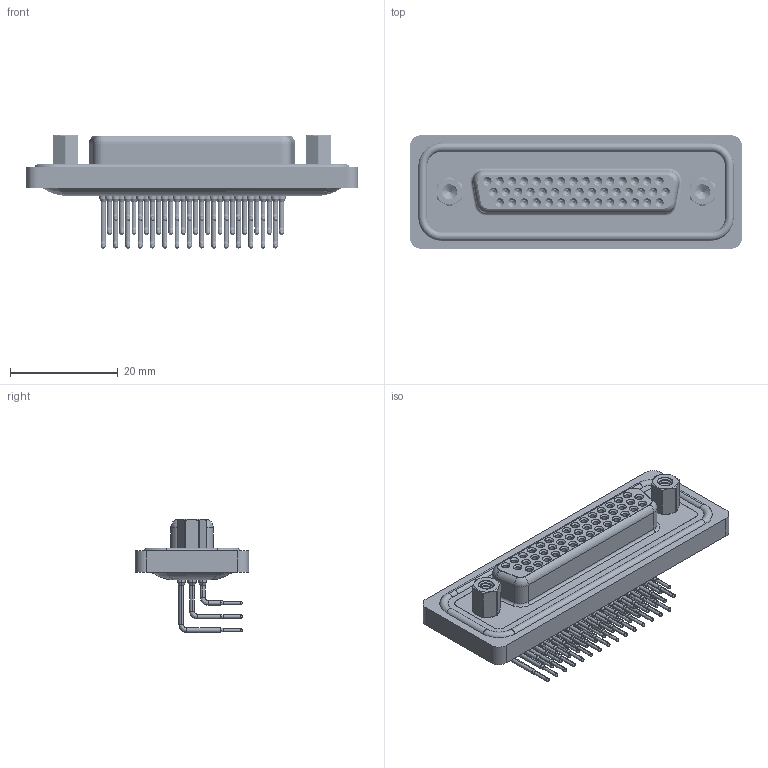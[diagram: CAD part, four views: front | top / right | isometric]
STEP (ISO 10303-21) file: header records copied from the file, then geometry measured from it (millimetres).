
FILE_DESCRIPTION (( 'STEP AP203' ), '1' );
FILE_NAME ('634-W44-362-012.STEP', '2018-11-28T13:58:22', ( '' ), ( '' ), 'SwSTEP 2.0', 'SolidWorks 2016', '' );
FILE_SCHEMA (( 'CONFIG_CONTROL_DESIGN' ));
Length unit declared in the file: millimetre
Products named in the file (9): 634W 4-40 Hex Standoff; 634-W44-362-012; 634W Housing_44 Contacts; 634W Shell_44 Contacts; 634W Contact Row 1; 634W Contact Row 2; 634W Contact Row 3; 634W 4-40 Threaded Rivet; 634W Waterproof Housing_44 Contacts
Assembly tree (51 placements, depth 2):
  634-W44-362-012
    634W Housing_44 Contacts
    634W Shell_44 Contacts
    634W Contact Row 1  x15
    634W Contact Row 2  x15
    634W Contact Row 3  x14
    634W 4-40 Threaded Rivet  x2
    634W Waterproof Housing_44 Contacts
    634W 4-40 Hex Standoff  x2
Bounding box: 61.74 x 21.1 x 21.07 mm (x, y, z)
Volume: 7465.7 mm3; surface area: 16704.4 mm2
Topology: 52 solids, 52 shells, 2841 faces, 7282 edges, 4600 vertices
Faces by surface type: cylinder 1316, plane 761, cone 516, bspline 198, torus 50
Entity records: 39492 total; most frequent: CARTESIAN_POINT 10464, DIRECTION 6132, ORIENTED_EDGE 5244, EDGE_CURVE 2622, AXIS2_PLACEMENT_3D 2573, VERTEX_POINT 1688, EDGE_LOOP 1444, CIRCLE 1439
